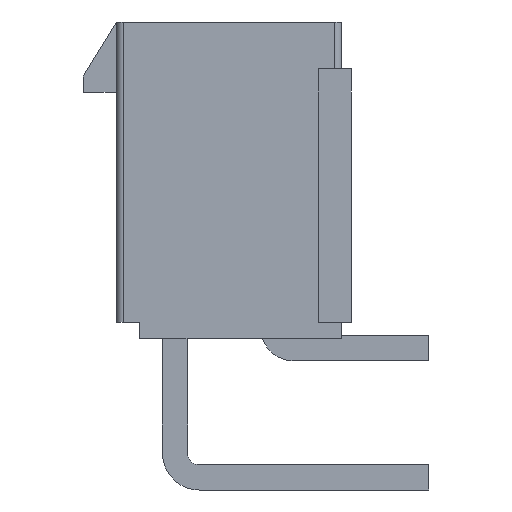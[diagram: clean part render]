
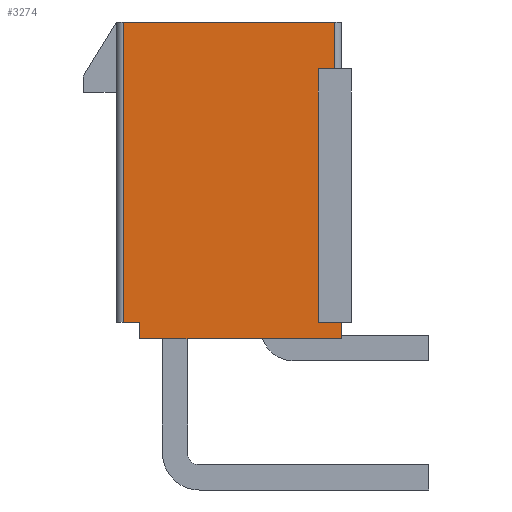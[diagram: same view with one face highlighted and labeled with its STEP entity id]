
A CAD part, left-side view. The second image highlights one B-rep face of the part: STEP entity #3274.
In plain terms, the highlighted planar face has unit normal (-1, 0, 0).
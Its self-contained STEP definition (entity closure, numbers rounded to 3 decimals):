
#360 = CARTESIAN_POINT ( 'NONE',  ( -25.8, 0.7, 0. ) ) ;
#636 = VECTOR ( 'NONE', #16283, 1000. ) ;
#711 = VERTEX_POINT ( 'NONE', #10615 ) ;
#777 = PLANE ( 'NONE',  #8370 ) ;
#1732 = LINE ( 'NONE', #8934, #17547 ) ;
#1994 = FACE_OUTER_BOUND ( 'NONE', #15287, .T. ) ;
#2373 = VERTEX_POINT ( 'NONE', #8009 ) ;
#2833 = CARTESIAN_POINT ( 'NONE',  ( -25.8, 9., -12.8 ) ) ;
#2896 = EDGE_CURVE ( 'NONE', #2950, #2373, #5133, .T. ) ;
#2950 = VERTEX_POINT ( 'NONE', #4375 ) ;
#3274 = ADVANCED_FACE ( 'NONE', ( #1994 ), #777, .T. ) ;
#3567 = ORIENTED_EDGE ( 'NONE', *, *, #14794, .T. ) ;
#3594 = ORIENTED_EDGE ( 'NONE', *, *, #2896, .F. ) ;
#3956 = ORIENTED_EDGE ( 'NONE', *, *, #15049, .T. ) ;
#3986 = LINE ( 'NONE', #10327, #16884 ) ;
#4152 = CARTESIAN_POINT ( 'NONE',  ( -25.8, 0.7, -2. ) ) ;
#4369 = LINE ( 'NONE', #8752, #5853 ) ;
#4375 = CARTESIAN_POINT ( 'NONE',  ( -25.8, 0.4, -12.8 ) ) ;
#4912 = ORIENTED_EDGE ( 'NONE', *, *, #12237, .F. ) ;
#5125 = ORIENTED_EDGE ( 'NONE', *, *, #6242, .F. ) ;
#5133 = LINE ( 'NONE', #15314, #20216 ) ;
#5206 = LINE ( 'NONE', #360, #6438 ) ;
#5692 = CARTESIAN_POINT ( 'NONE',  ( -25.8, 0.7, 0. ) ) ;
#5853 = VECTOR ( 'NONE', #8495, 1000. ) ;
#6242 = EDGE_CURVE ( 'NONE', #19704, #7652, #13614, .T. ) ;
#6438 = VECTOR ( 'NONE', #17260, 1000. ) ;
#6941 = VECTOR ( 'NONE', #19687, 1000. ) ;
#7021 = DIRECTION ( 'NONE',  ( 0., 0., 1. ) ) ;
#7652 = VERTEX_POINT ( 'NONE', #14812 ) ;
#7808 = CARTESIAN_POINT ( 'NONE',  ( -25.8, 0.4, -13.5 ) ) ;
#7880 = CARTESIAN_POINT ( 'NONE',  ( -25.8, 9., -12.8 ) ) ;
#8009 = CARTESIAN_POINT ( 'NONE',  ( -25.8, 0.4, -13.5 ) ) ;
#8106 = VERTEX_POINT ( 'NONE', #5692 ) ;
#8265 = VECTOR ( 'NONE', #9100, 1000. ) ;
#8370 = AXIS2_PLACEMENT_3D ( 'NONE', #19526, #10205, #7021 ) ;
#8495 = DIRECTION ( 'NONE',  ( 0., 0., 1. ) ) ;
#8717 = VECTOR ( 'NONE', #15238, 1000. ) ;
#8718 = DIRECTION ( 'NONE',  ( 0., 0., -1. ) ) ;
#8752 = CARTESIAN_POINT ( 'NONE',  ( -25.8, 9.7, -12.8 ) ) ;
#8905 = VECTOR ( 'NONE', #9381, 1000. ) ;
#8934 = CARTESIAN_POINT ( 'NONE',  ( -25.8, 1.4, -2. ) ) ;
#9100 = DIRECTION ( 'NONE',  ( 0., 1., 0. ) ) ;
#9381 = DIRECTION ( 'NONE',  ( 0., 1., 0. ) ) ;
#9846 = ORIENTED_EDGE ( 'NONE', *, *, #10771, .T. ) ;
#9990 = EDGE_CURVE ( 'NONE', #2373, #711, #13068, .T. ) ;
#10156 = LINE ( 'NONE', #11612, #636 ) ;
#10168 = VERTEX_POINT ( 'NONE', #12986 ) ;
#10205 = DIRECTION ( 'NONE',  ( -1., 0., 0. ) ) ;
#10327 = CARTESIAN_POINT ( 'NONE',  ( -25.8, 0.4, -12.8 ) ) ;
#10615 = CARTESIAN_POINT ( 'NONE',  ( -25.8, 9., -13.5 ) ) ;
#10771 = EDGE_CURVE ( 'NONE', #2950, #12355, #3986, .T. ) ;
#11381 = EDGE_CURVE ( 'NONE', #7652, #12355, #1732, .T. ) ;
#11612 = CARTESIAN_POINT ( 'NONE',  ( -25.8, 0.7, -2. ) ) ;
#11861 = CARTESIAN_POINT ( 'NONE',  ( -25.8, 9., -12.8 ) ) ;
#11995 = EDGE_CURVE ( 'NONE', #10168, #15781, #4369, .T. ) ;
#12237 = EDGE_CURVE ( 'NONE', #13394, #10168, #12416, .T. ) ;
#12310 = ORIENTED_EDGE ( 'NONE', *, *, #11995, .F. ) ;
#12355 = VERTEX_POINT ( 'NONE', #15688 ) ;
#12416 = LINE ( 'NONE', #7880, #8265 ) ;
#12986 = CARTESIAN_POINT ( 'NONE',  ( -25.8, 9.7, -12.8 ) ) ;
#13068 = LINE ( 'NONE', #7808, #8905 ) ;
#13158 = CARTESIAN_POINT ( 'NONE',  ( -25.8, 9.7, 0. ) ) ;
#13198 = DIRECTION ( 'NONE',  ( 0., 1., 0. ) ) ;
#13394 = VERTEX_POINT ( 'NONE', #2833 ) ;
#13614 = LINE ( 'NONE', #15361, #8717 ) ;
#13914 = DIRECTION ( 'NONE',  ( 0., 0., -1. ) ) ;
#14612 = ORIENTED_EDGE ( 'NONE', *, *, #9990, .F. ) ;
#14794 = EDGE_CURVE ( 'NONE', #13394, #711, #15189, .T. ) ;
#14812 = CARTESIAN_POINT ( 'NONE',  ( -25.8, 1.4, -2. ) ) ;
#15049 = EDGE_CURVE ( 'NONE', #8106, #15781, #5206, .T. ) ;
#15189 = LINE ( 'NONE', #11861, #6941 ) ;
#15238 = DIRECTION ( 'NONE',  ( 0., 1., 0. ) ) ;
#15287 = EDGE_LOOP ( 'NONE', ( #5125, #18505, #3956, #12310, #4912, #3567, #14612, #3594, #9846, #18058 ) ) ;
#15314 = CARTESIAN_POINT ( 'NONE',  ( -25.8, 0.4, -12.8 ) ) ;
#15361 = CARTESIAN_POINT ( 'NONE',  ( -25.8, 0.7, -2. ) ) ;
#15688 = CARTESIAN_POINT ( 'NONE',  ( -25.8, 1.4, -12.8 ) ) ;
#15781 = VERTEX_POINT ( 'NONE', #13158 ) ;
#16283 = DIRECTION ( 'NONE',  ( 0., 0., 1. ) ) ;
#16884 = VECTOR ( 'NONE', #13198, 1000. ) ;
#16961 = EDGE_CURVE ( 'NONE', #19704, #8106, #10156, .T. ) ;
#17260 = DIRECTION ( 'NONE',  ( 0., 1., 0. ) ) ;
#17547 = VECTOR ( 'NONE', #8718, 1000. ) ;
#18058 = ORIENTED_EDGE ( 'NONE', *, *, #11381, .F. ) ;
#18505 = ORIENTED_EDGE ( 'NONE', *, *, #16961, .T. ) ;
#19526 = CARTESIAN_POINT ( 'NONE',  ( -25.8, 0.4, 0. ) ) ;
#19687 = DIRECTION ( 'NONE',  ( 0., 0., -1. ) ) ;
#19704 = VERTEX_POINT ( 'NONE', #4152 ) ;
#20216 = VECTOR ( 'NONE', #13914, 1000. ) ;
